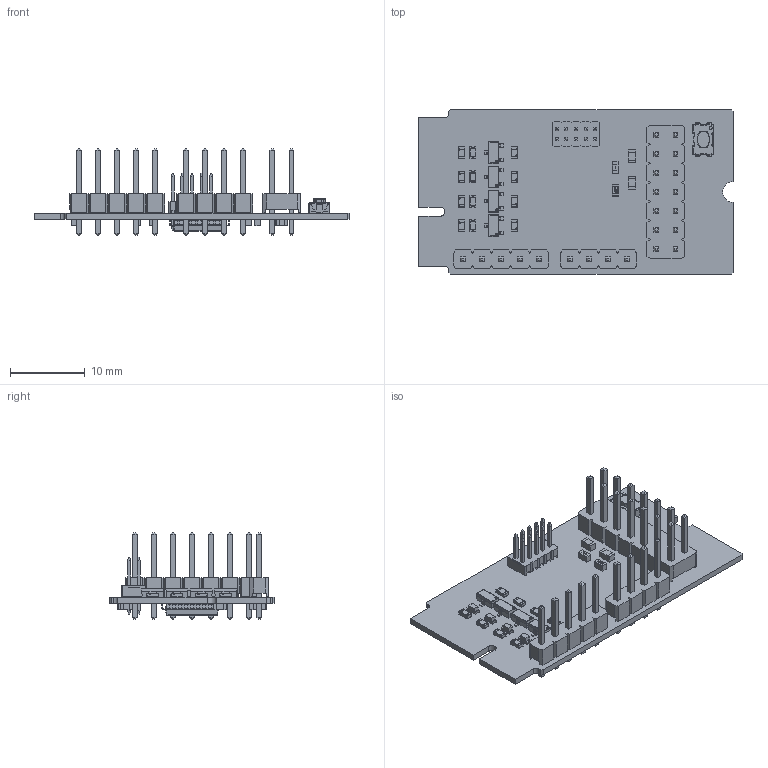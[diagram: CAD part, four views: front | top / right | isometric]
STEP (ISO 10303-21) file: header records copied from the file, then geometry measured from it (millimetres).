
FILE_DESCRIPTION(('Open CASCADE Model'),'2;1');
FILE_NAME('Open CASCADE Shape Model','2022-12-22T17:15:37',('Author'),( 'Open CASCADE'),'Open CASCADE STEP processor 7.5','Open CASCADE 7.5' ,'Unknown');
FILE_SCHEMA(('AUTOMOTIVE_DESIGN { 1 0 10303 214 1 1 1 1 }'));
Length unit declared in the file: millimetre
Products named in the file (85): PCB; Board; Open CASCADE STEP translator 7.5 5.1.1; C13; Cap_TDK_C1608X6S0G106K080AB_eec; Body; Pads; TDK_Logo; C12; P3; 61300511121; 6130xx11121_PIN; C11; R8; Res_Vishay_CRCW06033M90FKEC_eec; 1; 2; 3; Vishay logo - Copy; Vishay logo; R7; R6; R5; C10; C9; 6080298864; Extruded; 6080298704; C6; C5; C4; C3; Cap_Samsung_Electro-Mechanics_America_Inc_CL10B105KO8NNNC_eec; Samsung logo; C2; C1; Q4; FAIR-SSOT3L-3_V; Q3; P2 ...
Assembly tree (172 placements, depth 5):
  PCB
    Board
      Open CASCADE STEP translator 7.5 5.1.1
    C13
      Cap_TDK_C1608X6S0G106K080AB_eec
        Body
        Pads
        TDK_Logo
    C12
      Cap_TDK_C1608X6S0G106K080AB_eec
        Body
        Pads
        TDK_Logo
    P3
      61300511121
        6130xx11121_PIN  x5
        61300511121
    C11
      Cap_TDK_C1608X6S0G106K080AB_eec
        Body
        Pads
        TDK_Logo
    R8
      Res_Vishay_CRCW06033M90FKEC_eec
        1
        2
        3
        Vishay logo - Copy
        Vishay logo
    R7
      Res_Vishay_CRCW06033M90FKEC_eec
        1
        2
        3
        Vishay logo - Copy
        Vishay logo
    R6
      Res_Vishay_CRCW06033M90FKEC_eec
        1
        2
        3
        Vishay logo - Copy
        Vishay logo
    R5
      Res_Vishay_CRCW06033M90FKEC_eec
        1
        2
        3
        Vishay logo - Copy
        Vishay logo
    C10
      Cap_TDK_C1608X6S0G106K080AB_eec
        Body
        Pads
        TDK_Logo
    C9
      6080298864
        Extruded
      6080298704  x2
        Extruded
Bounding box: 42 x 21.99 x 11.56 mm (x, y, z)
Volume: 1295 mm3; surface area: 4134.7 mm2
Topology: 304 solids, 305 shells, 4849 faces, 11505 edges, 7209 vertices
Faces by surface type: plane 3688, cylinder 734, bspline 299, sphere 96, torus 28, cone 4
Full cylindrical faces by diameter (mm): 0.409 x1, 0.7 x10, 0.875 x1, 1.1 x23
Entity records: 54722 total; most frequent: CARTESIAN_POINT 11126, ORIENTED_EDGE 7807, DIRECTION 7233, EDGE_CURVE 3904, LINE 3075, VECTOR 3075, VERTEX_POINT 2492, AXIS2_PLACEMENT_3D 2079
